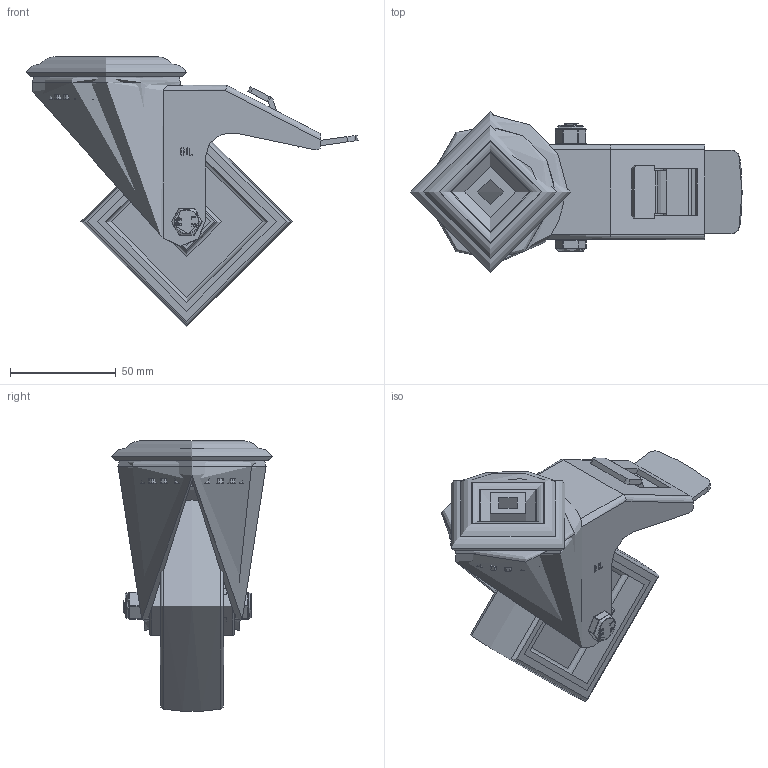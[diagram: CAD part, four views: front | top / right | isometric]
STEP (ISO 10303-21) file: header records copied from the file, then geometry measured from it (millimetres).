
FILE_DESCRIPTION(/* description */ ('','CAx-IF Rec.Pracs.---Representation and Presentation of Product Manufacturing Information (PMI)---4.0---2014-10-13'),/* implementation_level */ '2;1');
FILE_NAME(/* name */ 'BZMM100PNBBH12SW.step',/* time_stamp */ '2024-12-20T15:22:02Z',/* author */ (''),/* organization */ (''),/* preprocessor_version */ 'ST-DEVELOPER v20',/* originating_system */ 'Autodesk Translation Framework v13.20.0.188',/* authorisation */ '');
FILE_SCHEMA (('AP242_MANAGED_MODEL_BASED_3D_ENGINEERING_MIM_LF { 1 0 10303 442 1 1 4 }'));
Length unit declared in the file: millimetre
Products named in the file (23): BZMM100PNBBH12SW; BZMM100ASBH12SWB v1; PRESSED STEEL, ZINC PLATED HEAD; PRESSED STEEL, ZINC PLATED FORKS; PRESSED STEEL, ZINC PLATED BRAKE PEDAL; BRAKE PAD; BZMM100WPNRB v1; NYLON RIM; NYLON RIM Geometry; CAP; ROLLER BEARING; Pattern; Component4; CAGE; POLYURETHANE TYRE; TUBEM12X40 v1; ZINC PLATED STEEL TUBE; HEXBOLTM8X55Z8.8 v2; GRADE 8.8 ZINC PLATED BOLT; NYLOCM8Z v1; NYLOC NUT; NUT; RUBBER
Assembly tree (29 placements, depth 5):
  BZMM100PNBBH12SW
    BZMM100ASBH12SWB v1
      PRESSED STEEL, ZINC PLATED HEAD
      PRESSED STEEL, ZINC PLATED FORKS
      PRESSED STEEL, ZINC PLATED BRAKE PEDAL
      BRAKE PAD
    BZMM100WPNRB v1
      NYLON RIM
        NYLON RIM Geometry
        CAP
      ROLLER BEARING
        Pattern
          Component4  x8
        CAGE
      POLYURETHANE TYRE
    TUBEM12X40 v1
      ZINC PLATED STEEL TUBE
    HEXBOLTM8X55Z8.8 v2
      GRADE 8.8 ZINC PLATED BOLT
    NYLOCM8Z v1
      NYLOC NUT
        NUT
        RUBBER
Bounding box: 157 x 76 x 127.89 mm (x, y, z)
Volume: 206142.8 mm3; surface area: 125604.5 mm2
Topology: 20 solids, 20 shells, 673 faces, 1726 edges, 1099 vertices
Faces by surface type: plane 343, cylinder 230, bspline 40, torus 28, sphere 24, cone 8
Full cylindrical faces by diameter (mm): 0.664 x2, 3.9 x8, 6.446 x7, 7.866 x13, 8 x3, 8.2 x2, 8.4 x1, 8.6 x2, 11.5 x1, 11.9 x1, 12.1 x1, 12.2 x1, 12.5 x1, 13 x2, 19.5 x1, 20.5 x1, 21.313 x1, 22.4 x1, 22.5 x1, 24 x3, 28 x2, 38 x1, 49.5 x1, 65 x1, 70 x1, 72 x1, 76.5 x2, 84.5 x2
Entity records: 27370 total; most frequent: CARTESIAN_POINT 10631, ORIENTED_EDGE 3396, DIRECTION 3389, EDGE_CURVE 1698, AXIS2_PLACEMENT_3D 1208, VERTEX_POINT 1085, LINE 973, VECTOR 973
